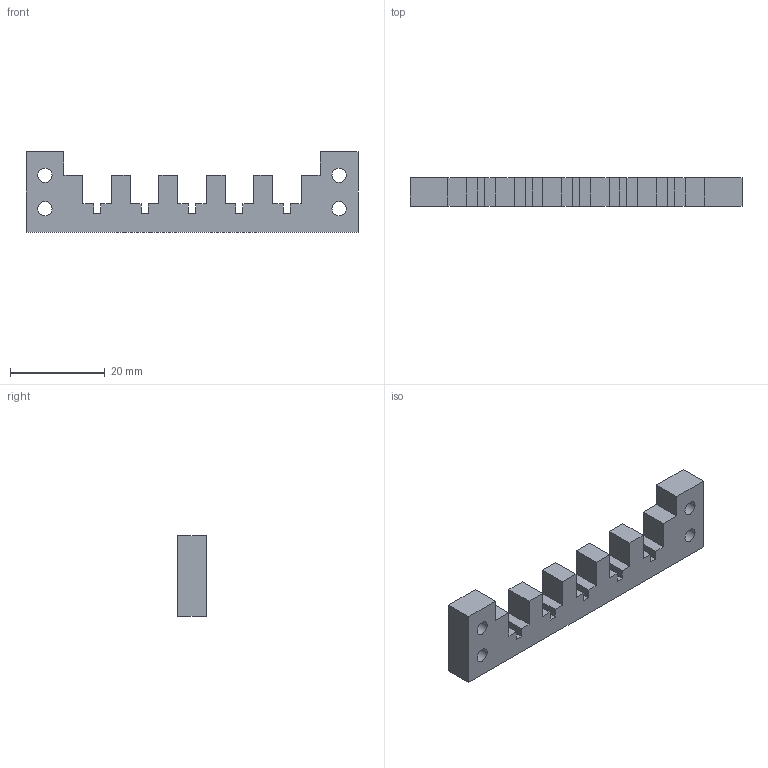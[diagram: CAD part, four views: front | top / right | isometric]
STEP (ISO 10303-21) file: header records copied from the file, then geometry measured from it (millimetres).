
FILE_DESCRIPTION(/* description */ (''),/* implementation_level */ '2;1');
FILE_NAME(/* name */ 'MSL_Mold.stp',/* time_stamp */ '2023-01-03T13:42:00+01:00',/* author */ (''),/* organization */ (''),/* preprocessor_version */ 'ST-DEVELOPER v16.7',/* originating_system */ 'SIEMENS PLM Software NX 12.0',/* authorisation */ '');
FILE_SCHEMA (('AUTOMOTIVE_DESIGN { 1 0 10303 214 3 1 1 1 }'));
Length unit declared in the file: millimetre
Products named in the file (1): MSL_Mold
Bounding box: 70 x 6 x 17 mm (x, y, z)
Volume: 4180.4 mm3; surface area: 3203.6 mm2
Topology: 1 solids, 1 shells, 54 faces, 156 edges, 104 vertices
Faces by surface type: plane 50, cylinder 4
Full cylindrical faces by diameter (mm): 3 x4
Entity records: 1768 total; most frequent: CARTESIAN_POINT 311, ORIENTED_EDGE 304, DIRECTION 270, EDGE_CURVE 152, LINE 144, VECTOR 144, VERTEX_POINT 104, EDGE_LOOP 66
